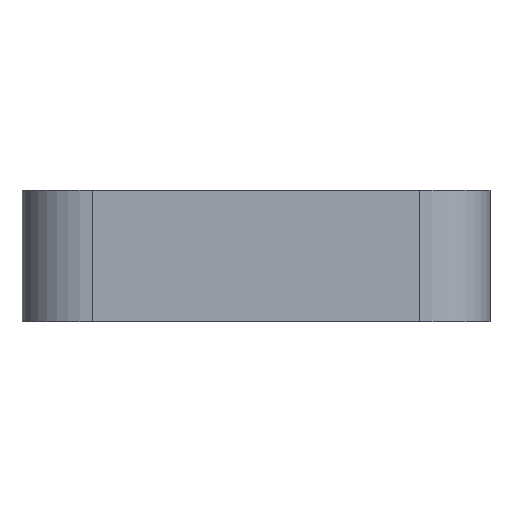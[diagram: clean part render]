
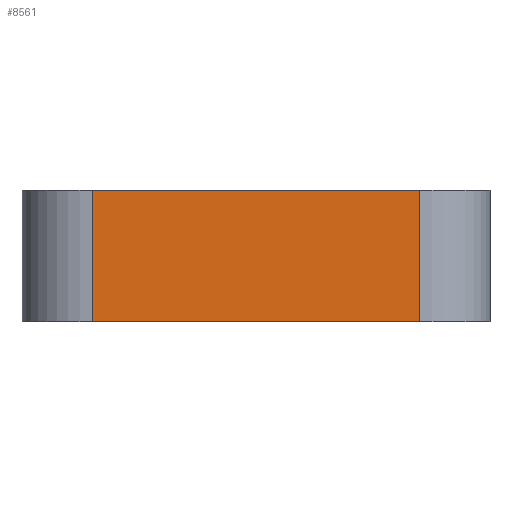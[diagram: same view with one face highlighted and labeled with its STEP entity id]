
A CAD part, left-side view. The second image highlights one B-rep face of the part: STEP entity #8561.
In plain terms, the highlighted planar face has unit normal (-1, 0, 0).
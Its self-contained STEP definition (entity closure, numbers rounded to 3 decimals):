
#4579=DIRECTION('',(0.,1.,0.));
#4580=VECTOR('',#4579,70.);
#4581=CARTESIAN_POINT('',(-115.,-35.,28.));
#4582=LINE('',#4581,#4580);
#4911=DIRECTION('',(0.,-1.,0.));
#4912=VECTOR('',#4911,70.);
#4913=CARTESIAN_POINT('',(-115.,35.,0.));
#4914=LINE('',#4913,#4912);
#5003=DIRECTION('',(0.,0.,1.));
#5004=VECTOR('',#5003,28.);
#5005=CARTESIAN_POINT('',(-115.,-35.,0.));
#5006=LINE('',#5005,#5004);
#5045=DIRECTION('',(0.,0.,-1.));
#5046=VECTOR('',#5045,28.);
#5047=CARTESIAN_POINT('',(-115.,35.,28.));
#5048=LINE('',#5047,#5046);
#7924=CARTESIAN_POINT('',(-115.,-35.,28.));
#7925=CARTESIAN_POINT('',(-115.,35.,28.));
#7926=VERTEX_POINT('',#7924);
#7927=VERTEX_POINT('',#7925);
#7928=CARTESIAN_POINT('',(-115.,-35.,0.));
#7929=VERTEX_POINT('',#7928);
#7930=CARTESIAN_POINT('',(-115.,35.,0.));
#7931=VERTEX_POINT('',#7930);
#8546=CARTESIAN_POINT('',(-115.,50.,0.));
#8547=DIRECTION('',(-1.,0.,0.));
#8548=DIRECTION('',(0.,-1.,0.));
#8549=AXIS2_PLACEMENT_3D('',#8546,#8547,#8548);
#8550=PLANE('',#8549);
#8552=ORIENTED_EDGE('',*,*,#8551,.F.);
#8554=ORIENTED_EDGE('',*,*,#8553,.F.);
#8556=ORIENTED_EDGE('',*,*,#8555,.F.);
#8558=ORIENTED_EDGE('',*,*,#8557,.F.);
#8559=EDGE_LOOP('',(#8552,#8554,#8556,#8558));
#8560=FACE_OUTER_BOUND('',#8559,.F.);
#8551=EDGE_CURVE('',#7926,#7927,#4582,.T.);
#8553=EDGE_CURVE('',#7929,#7926,#5006,.T.);
#8555=EDGE_CURVE('',#7931,#7929,#4914,.T.);
#8557=EDGE_CURVE('',#7927,#7931,#5048,.T.);
#8561=ADVANCED_FACE('',(#8560),#8550,.T.);
